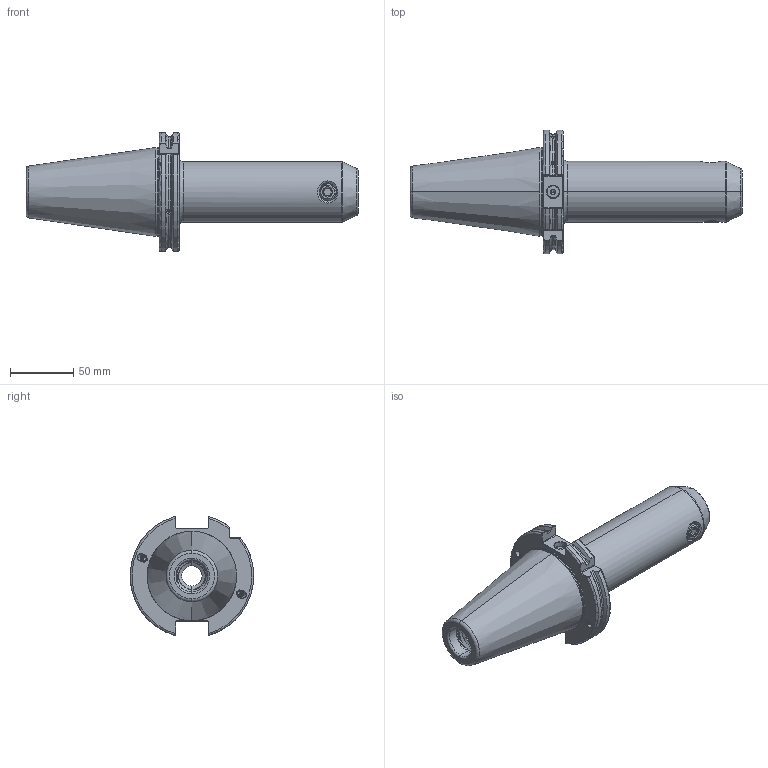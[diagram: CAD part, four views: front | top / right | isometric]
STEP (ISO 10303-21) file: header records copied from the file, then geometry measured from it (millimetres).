
FILE_DESCRIPTION (( 'STEP AP203' ), '1' );
FILE_NAME ('503.04.16.2.STEP', '2016-11-25T07:56:22', ( '' ), ( '' ), 'SwSTEP 2.0', 'SolidWorks 2012', '' );
FILE_SCHEMA (( 'CONFIG_CONTROL_DESIGN' ));
Length unit declared in the file: millimetre
Products named in the file (3): 503.04.16.2; 側固14_M14x2_16L
Assembly tree (2 placements, depth 2):
  503.04.16.2
    503.04.16.2
    側固14_M14x2_16L
Bounding box: 261.75 x 97.33 x 93.81 mm (x, y, z)
Volume: 524264.4 mm3; surface area: 77754.2 mm2
Topology: 2 solids, 2 shells, 329 faces, 877 edges, 544 vertices
Faces by surface type: cylinder 136, plane 67, bspline 43, cone 43, torus 38, sphere 2
Entity records: 29651 total; most frequent: CARTESIAN_POINT 22252, ORIENTED_EDGE 1722, DIRECTION 1198, EDGE_CURVE 861, VERTEX_POINT 544, AXIS2_PLACEMENT_3D 467, EDGE_LOOP 349, FACE_OUTER_BOUND 329
